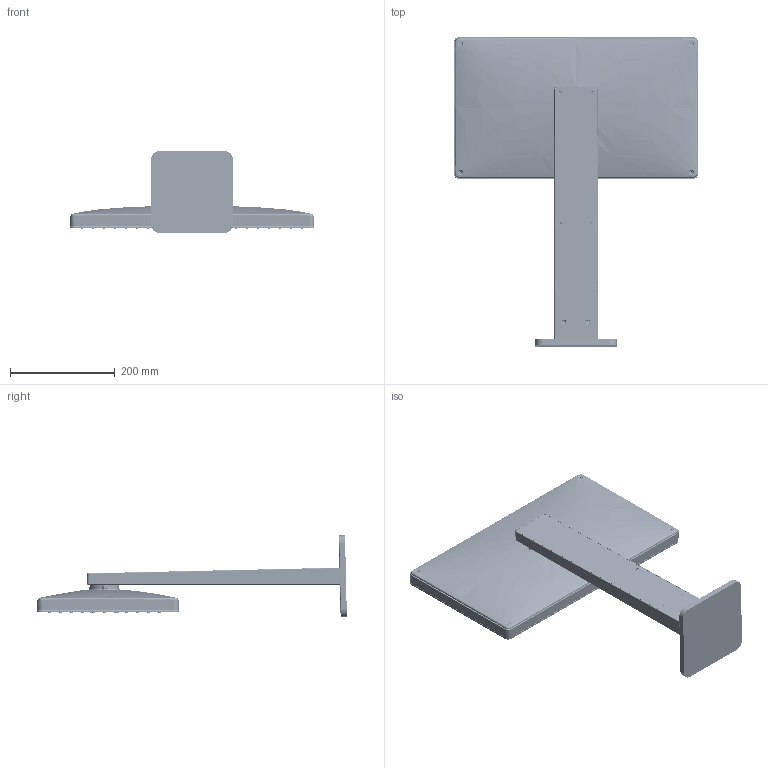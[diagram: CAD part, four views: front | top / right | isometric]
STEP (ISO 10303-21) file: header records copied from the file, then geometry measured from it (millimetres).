
FILE_DESCRIPTION(('CAx-IF Rec.Pracs.---Model Styling and Organization---1.2---2011-12-15','CAx-IF Rec.Pracs.---Geometric and Assembly Validation Properties---4.1---2014-06-16','CAx-IF Rec.Pracs.---PMI Polyline Presentation---2.0---2013-05-24'),'2;1');
FILE_NAME('1000111298_PPR_000.stp','2019-07-29T13:40:17+02:00',(''),(''),'STEP Interface 4.1 by CT CoreTechnologie','3D_Evolution4.1 by CT CoreTechnologie','');
FILE_SCHEMA(('AP203_CONFIGURATION_CONTROLLED_3D_DESIGN_OF_MECHANICAL_PARTS_AND_ASSEMBLIES_MIM_LF'));
Length unit declared in the file: millimetre
Products named in the file (17): P_2 AX  460 1jet Wall SoftCube 1000111298_PPR_000_A1; P_2 Space KB Kartusche 1000106052_PPR_000_A0; P_2 Strahleinsatz KB Space 1000106051_PPA_000_A0; P_2 Gewindenippel 1jet RD Space 1000106057_PPA_000_A0; P_2 Strahleinsatz für 1jet 1000106064_PPA_000_A0; P_2 Verriegelungshuelse für KS-Schaft 1000106040_PPA_000_A0; Gewindestift DIN913-M4x12-A2 1000000980_PPA_000_A0; P_2 DG Gehaeuse 260X450 1jet 1000111292_PPA_000_A0; P_2 Blech kompl. 1jet Space 1000111285_PPR_000_A1; Blech Space 300X450 1jet mit Gewinde 1000108406_PPA_000_A3; P_2 Abdeckung 1 jet 1000111291_PPA_000_A0; P_2 Brausearm 1jet kpl. KB Space SoftCub 1000111297_PPR_000_A0; P_2 Brausearm KB Space 1000106034_PPA_000_A0; Gewindestift DIN914-M5x8-A2 1000003993_PPA_000_A0; Blechschraube DIN7982-ST3,5x9,5-C-H-A2 1000077387_PPA_000_A0; Deckel Gehauese 1000083509_PPA_000_A3; P_2 Wandrosette AXOR Soft Cube 1000111296_PPA_000_A0
Assembly tree (25 placements, depth 3):
  P_2 AX  460 1jet Wall SoftCube 1000111298_PPR_000_A1
    P_2 Space KB Kartusche 1000106052_PPR_000_A0
      P_2 Strahleinsatz KB Space 1000106051_PPA_000_A0
    P_2 Gewindenippel 1jet RD Space 1000106057_PPA_000_A0
    P_2 Strahleinsatz für 1jet 1000106064_PPA_000_A0
    P_2 Verriegelungshuelse für KS-Schaft 1000106040_PPA_000_A0
    Gewindestift DIN913-M4x12-A2 1000000980_PPA_000_A0
    P_2 DG Gehaeuse 260X450 1jet 1000111292_PPA_000_A0
    P_2 Blech kompl. 1jet Space 1000111285_PPR_000_A1
      Blech Space 300X450 1jet mit Gewinde 1000108406_PPA_000_A3
    P_2 Abdeckung 1 jet 1000111291_PPA_000_A0
    P_2 Brausearm 1jet kpl. KB Space SoftCub 1000111297_PPR_000_A0
      P_2 Brausearm KB Space 1000106034_PPA_000_A0
      Gewindestift DIN914-M5x8-A2 1000003993_PPA_000_A0  x3
      Blechschraube DIN7982-ST3,5x9,5-C-H-A2 1000077387_PPA_000_A0  x4
      Deckel Gehauese 1000083509_PPA_000_A3
      P_2 Wandrosette AXOR Soft Cube 1000111296_PPA_000_A0
    Blechschraube DIN7982-ST3,5x9,5-C-H-A2 1000077387_PPA_000_A0  x4
Bounding box: 466.94 x 591.6 x 155.96 mm (x, y, z)
Volume: 6474108.6 mm3; surface area: 1246187.6 mm2
Topology: 22 solids, 22 shells, 5449 faces, 13227 edges, 8539 vertices
Faces by surface type: bspline 2972, plane 1331, cylinder 1146
Entity records: 291066 total; most frequent: CARTESIAN_POINT 117340, ORIENTED_EDGE 24924, DIRECTION 24522, EDGE_CURVE 12462, AXIS2_PLACEMENT_3D 10167, VERTEX_POINT 8051, CIRCLE 7819, EDGE_LOOP 6335
